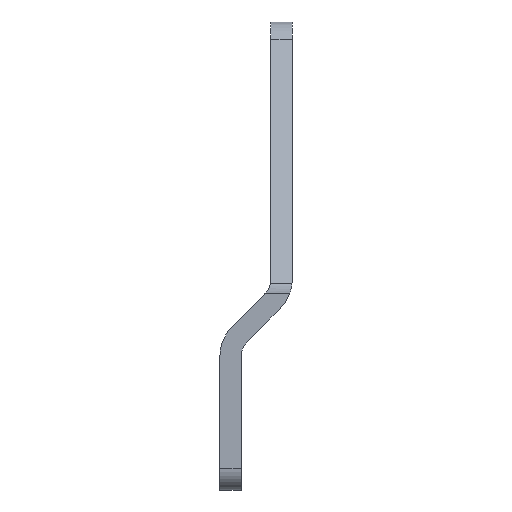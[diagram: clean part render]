
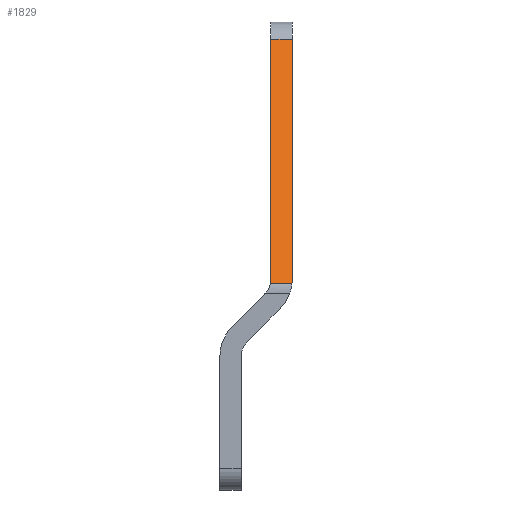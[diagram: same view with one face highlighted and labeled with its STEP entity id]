
A CAD part, front view. The second image highlights one B-rep face of the part: STEP entity #1829.
In plain terms, the highlighted planar face has unit normal (0, -0.891, 0.454).
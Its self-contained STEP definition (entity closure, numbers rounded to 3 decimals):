
#1797=AXIS2_PLACEMENT_3D('Plane Axis2P3D',#1794,#1795,#1796) ;
#272=CARTESIAN_POINT('Line Origine',(5.8,11.915,42.363)) ;
#276=CARTESIAN_POINT('Vertex',(6.8,11.915,42.363)) ;
#278=CARTESIAN_POINT('Vertex',(4.8,11.915,42.363)) ;
#1178=CARTESIAN_POINT('Vertex',(4.8,0.422,19.828)) ;
#1181=CARTESIAN_POINT('Line Origine',(4.8,6.169,31.096)) ;
#1451=CARTESIAN_POINT('Vertex',(4.76,0.218,19.428)) ;
#1457=CARTESIAN_POINT('Control Point',(4.8,0.422,19.828)) ;
#1458=CARTESIAN_POINT('Control Point',(4.8,0.354,19.694)) ;
#1459=CARTESIAN_POINT('Control Point',(4.786,0.286,19.56)) ;
#1460=CARTESIAN_POINT('Control Point',(4.76,0.218,19.428)) ;
#1794=CARTESIAN_POINT('Axis2P3D Location',(6.8,11.915,42.363)) ;
#1800=CARTESIAN_POINT('Control Point',(6.8,0.422,19.828)) ;
#1801=CARTESIAN_POINT('Control Point',(6.8,0.382,19.748)) ;
#1802=CARTESIAN_POINT('Control Point',(6.798,0.341,19.668)) ;
#1803=CARTESIAN_POINT('Control Point',(6.794,0.3,19.588)) ;
#1804=CARTESIAN_POINT('Control Point',(6.788,0.259,19.508)) ;
#1805=CARTESIAN_POINT('Control Point',(6.78,0.218,19.428)) ;
#1806=CARTESIAN_POINT('Vertex',(6.8,0.422,19.828)) ;
#1808=CARTESIAN_POINT('Vertex',(6.78,0.218,19.428)) ;
#1811=CARTESIAN_POINT('Line Origine',(6.8,6.169,31.096)) ;
#1816=CARTESIAN_POINT('Line Origine',(5.77,0.218,19.428)) ;
#273=DIRECTION('Vector Direction',(-1.,0.,0.)) ;
#1182=DIRECTION('Vector Direction',(0.,-0.454,-0.891)) ;
#1795=DIRECTION('Axis2P3D Direction',(0.,0.891,-0.454)) ;
#1796=DIRECTION('Axis2P3D XDirection',(0.,-0.454,-0.891)) ;
#1812=DIRECTION('Vector Direction',(0.,-0.454,-0.891)) ;
#1817=DIRECTION('Vector Direction',(-1.,0.,0.)) ;
#274=VECTOR('Line Direction',#273,1.) ;
#1183=VECTOR('Line Direction',#1182,1.) ;
#1813=VECTOR('Line Direction',#1812,1.) ;
#1818=VECTOR('Line Direction',#1817,1.) ;
#1822=ORIENTED_EDGE('',*,*,#1810,.F.) ;
#1823=ORIENTED_EDGE('',*,*,#1815,.T.) ;
#1824=ORIENTED_EDGE('',*,*,#280,.T.) ;
#1825=ORIENTED_EDGE('',*,*,#1185,.F.) ;
#1826=ORIENTED_EDGE('',*,*,#1461,.T.) ;
#1827=ORIENTED_EDGE('',*,*,#1820,.F.) ;
#1829=ADVANCED_FACE('Hauptk\X2\00F6\X0\rper',(#1828),#1798,.F.) ;
#1456=B_SPLINE_CURVE_WITH_KNOTS('',3,(#1457,#1458,#1459,#1460),.UNSPECIFIED.,.F.,.U.,(4,4),(0.,0.639),.UNSPECIFIED.) ;
#1799=B_SPLINE_CURVE_WITH_KNOTS('',5,(#1800,#1801,#1802,#1803,#1804,#1805),.UNSPECIFIED.,.F.,.U.,(6,6),(0.,0.636),.UNSPECIFIED.) ;
#280=EDGE_CURVE('',#277,#279,#275,.T.) ;
#1185=EDGE_CURVE('',#1179,#279,#1184,.F.) ;
#1461=EDGE_CURVE('',#1179,#1452,#1456,.T.) ;
#1810=EDGE_CURVE('',#1807,#1809,#1799,.T.) ;
#1815=EDGE_CURVE('',#1807,#277,#1814,.F.) ;
#1820=EDGE_CURVE('',#1809,#1452,#1819,.T.) ;
#1821=EDGE_LOOP('',(#1822,#1823,#1824,#1825,#1826,#1827)) ;
#1828=FACE_OUTER_BOUND('',#1821,.T.) ;
#275=LINE('Line',#272,#274) ;
#1184=LINE('Line',#1181,#1183) ;
#1814=LINE('Line',#1811,#1813) ;
#1819=LINE('Line',#1816,#1818) ;
#1798=PLANE('',#1797) ;
#277=VERTEX_POINT('',#276) ;
#279=VERTEX_POINT('',#278) ;
#1179=VERTEX_POINT('',#1178) ;
#1452=VERTEX_POINT('',#1451) ;
#1807=VERTEX_POINT('',#1806) ;
#1809=VERTEX_POINT('',#1808) ;
